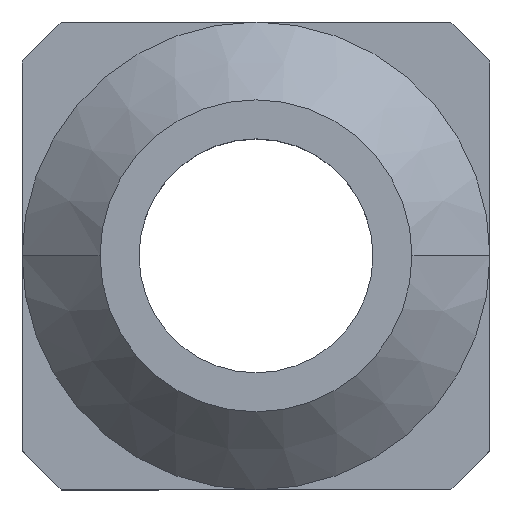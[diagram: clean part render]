
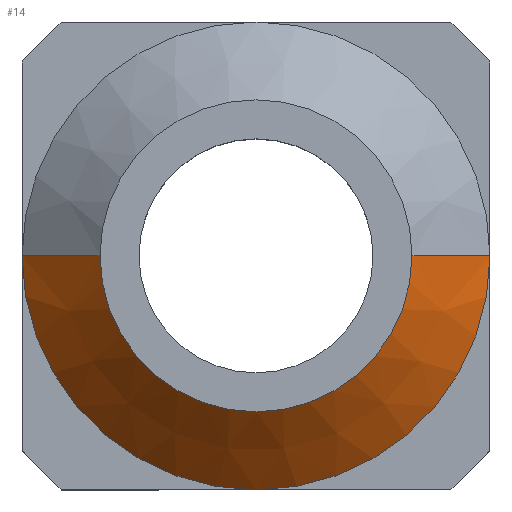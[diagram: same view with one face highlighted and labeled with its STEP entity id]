
A CAD part, top view. The second image highlights one B-rep face of the part: STEP entity #14.
In plain terms, the highlighted conical face has half-angle 45 degrees and reference radius 6 mm.
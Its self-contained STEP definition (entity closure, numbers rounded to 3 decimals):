
#9 = EDGE_LOOP ( 'NONE', ( #49, #48, #46, #259, #285 ) ) ;
#12 = EDGE_CURVE ( 'NONE', #51, #200, #276, .T. ) ;
#14 = ADVANCED_FACE ( 'NONE', ( #277 ), #250, .T. ) ;
#18 = EDGE_CURVE ( 'NONE', #314, #258, #242, .T. ) ;
#45 = VERTEX_POINT ( 'NONE', #328 ) ;
#46 = ORIENTED_EDGE ( 'NONE', *, *, #50, .T. ) ;
#47 = EDGE_CURVE ( 'NONE', #314, #45, #327, .T. ) ;
#48 = ORIENTED_EDGE ( 'NONE', *, *, #18, .T. ) ;
#49 = ORIENTED_EDGE ( 'NONE', *, *, #47, .F. ) ;
#50 = EDGE_CURVE ( 'NONE', #258, #51, #322, .T. ) ;
#51 = VERTEX_POINT ( 'NONE', #317 ) ;
#200 = VERTEX_POINT ( 'NONE', #487 ) ;
#239 = DIRECTION ( 'NONE',  ( -0.707, 0., -0.707 ) ) ;
#240 = VECTOR ( 'NONE', #239, 1000. ) ;
#241 = CARTESIAN_POINT ( 'NONE',  ( -12., 6., 1. ) ) ;
#242 = LINE ( 'NONE', #241, #240 ) ;
#247 = DIRECTION ( 'NONE',  ( 1., 0., 0. ) ) ;
#248 = DIRECTION ( 'NONE',  ( 0., 0., -1. ) ) ;
#249 = AXIS2_PLACEMENT_3D ( 'NONE', #271, #248, #247 ) ;
#250 = CONICAL_SURFACE ( 'NONE', #249, 6., 0.785 ) ;
#258 = VERTEX_POINT ( 'NONE', #585 ) ;
#259 = ORIENTED_EDGE ( 'NONE', *, *, #12, .T. ) ;
#271 = CARTESIAN_POINT ( 'NONE',  ( -6., 6., 1. ) ) ;
#272 = DIRECTION ( 'NONE',  ( 1., 0., 0. ) ) ;
#273 = DIRECTION ( 'NONE',  ( 0., 0., 1. ) ) ;
#274 = CARTESIAN_POINT ( 'NONE',  ( -6., 6., 1. ) ) ;
#275 = AXIS2_PLACEMENT_3D ( 'NONE', #274, #273, #272 ) ;
#276 = CIRCLE ( 'NONE', #275, 6. ) ;
#277 = FACE_OUTER_BOUND ( 'NONE', #9, .T. ) ;
#285 = ORIENTED_EDGE ( 'NONE', *, *, #286, .F. ) ;
#286 = EDGE_CURVE ( 'NONE', #45, #200, #651, .T. ) ;
#314 = VERTEX_POINT ( 'NONE', #654 ) ;
#317 = CARTESIAN_POINT ( 'NONE',  ( -6., 0., 1. ) ) ;
#318 = DIRECTION ( 'NONE',  ( 1., 0., 0. ) ) ;
#319 = DIRECTION ( 'NONE',  ( 0., 0., 1. ) ) ;
#320 = CARTESIAN_POINT ( 'NONE',  ( -6., 6., 1. ) ) ;
#321 = AXIS2_PLACEMENT_3D ( 'NONE', #320, #319, #318 ) ;
#322 = CIRCLE ( 'NONE', #321, 6. ) ;
#323 = DIRECTION ( 'NONE',  ( 1., 0., 0. ) ) ;
#324 = DIRECTION ( 'NONE',  ( 0., 0., 1. ) ) ;
#325 = CARTESIAN_POINT ( 'NONE',  ( -6., 6., 3. ) ) ;
#326 = AXIS2_PLACEMENT_3D ( 'NONE', #325, #324, #323 ) ;
#327 = CIRCLE ( 'NONE', #326, 4. ) ;
#328 = CARTESIAN_POINT ( 'NONE',  ( -2., 6., 3. ) ) ;
#487 = CARTESIAN_POINT ( 'NONE',  ( 0., 6., 1. ) ) ;
#585 = CARTESIAN_POINT ( 'NONE',  ( -12., 6., 1. ) ) ;
#621 = DIRECTION ( 'NONE',  ( 0.707, 0., -0.707 ) ) ;
#622 = VECTOR ( 'NONE', #621, 1000. ) ;
#623 = CARTESIAN_POINT ( 'NONE',  ( 0., 6., 1. ) ) ;
#651 = LINE ( 'NONE', #623, #622 ) ;
#654 = CARTESIAN_POINT ( 'NONE',  ( -10., 6., 3. ) ) ;
